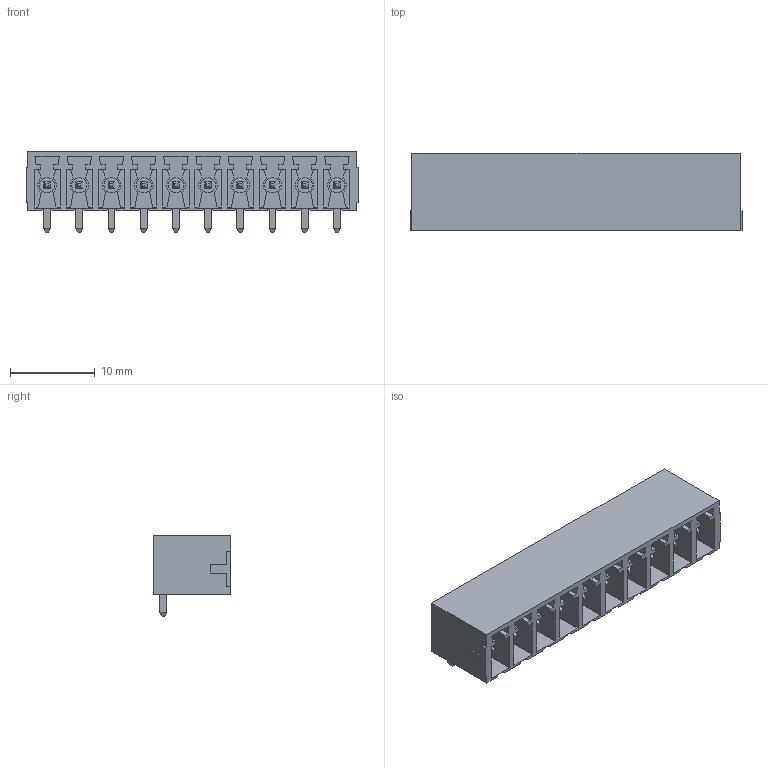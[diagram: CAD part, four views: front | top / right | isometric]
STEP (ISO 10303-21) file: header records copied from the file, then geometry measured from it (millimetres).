
FILE_DESCRIPTION(/* description */ ('Unknown'),/* implementation_level */ '2;1');
FILE_NAME(/* name */ '691701340010B',/* time_stamp */ '2024-08-19T11:27:37+02:00',/* author */ ('Unknown'),/* organization */ ('Unknown'),/* preprocessor_version */ 'ST-DEVELOPER v19.4',/* originating_system */ 'Solid Edge',/* authorisation */ 'Unknown');
FILE_SCHEMA (('AUTOMOTIVE_DESIGN {1 0 10303 214 3 1 1}'));
Length unit declared in the file: millimetre
Products named in the file (3): 6917013400xxB; 691701340010B; 6917013400xxB_Pin
Assembly tree (11 placements, depth 2):
  6917013400xxB
    691701340010B
    6917013400xxB_Pin  x10
Bounding box: 39.29 x 9.2 x 9.61 mm (x, y, z)
Volume: 1312.7 mm3; surface area: 3423 mm2
Topology: 11 solids, 11 shells, 752 faces, 2090 edges, 1350 vertices
Faces by surface type: plane 682, cylinder 70
Full cylindrical faces by diameter (mm): 1.25 x10, 1.8 x10
Entity records: 19212 total; most frequent: CARTESIAN_POINT 3406, ORIENTED_EDGE 3380, DIRECTION 3028, EDGE_CURVE 1690, LINE 1556, VECTOR 1556, VERTEX_POINT 1114, AXIS2_PLACEMENT_3D 736
